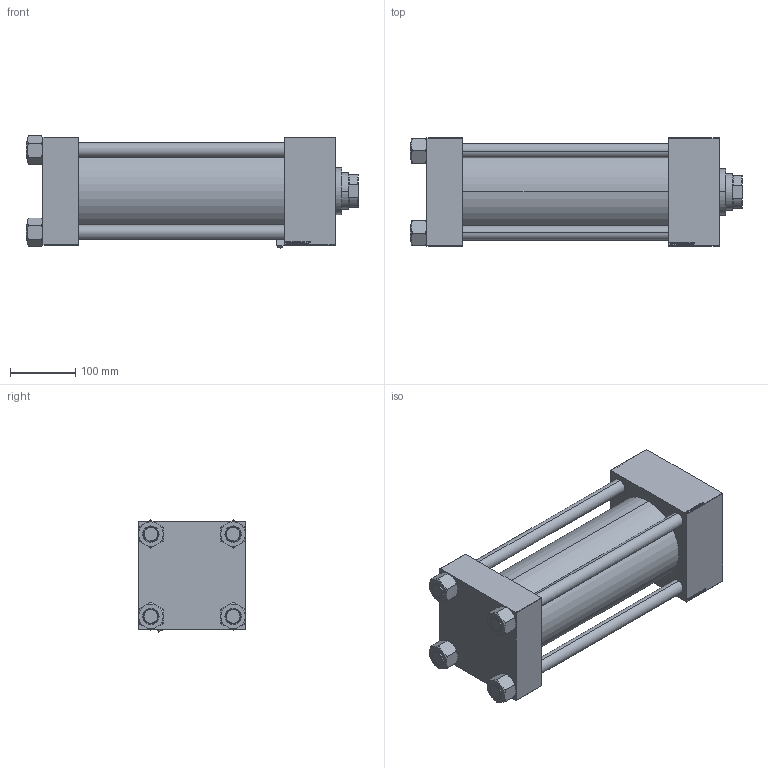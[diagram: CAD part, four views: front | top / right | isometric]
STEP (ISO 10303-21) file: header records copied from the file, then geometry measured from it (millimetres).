
FILE_DESCRIPTION (( 'STEP AP203' ), '1' );
FILE_NAME ('207d.STEP', '2022-04-15T06:48:56', ( '' ), ( '' ), 'SwSTEP 2.0', 'SolidWorks 2019', '' );
FILE_SCHEMA (( 'CONFIG_CONTROL_DESIGN' ));
Length unit declared in the file: millimetre
Products named in the file (7): V215_VC_A 78f01d3d3afafa905441abafaf62a106; NUT_M5_C 78f01d3d3afafa905441abafaf62a106; V215CR_C_Body 78f01d3d3afafa905441abafaf62a106; V215CR_VCP_C 78f01d3d3afafa905441abafaf62a106; MSRF_MSRG1 78f01d3d3afafa905441abafaf62a106; V215CR_C_TYCINKA 78f01d3d3afafa905441abafaf62a106; 207d
Assembly tree (12 placements, depth 2):
  207d
    V215CR_C_Body 78f01d3d3afafa905441abafaf62a106
    V215CR_VCP_C 78f01d3d3afafa905441abafaf62a106
    NUT_M5_C 78f01d3d3afafa905441abafaf62a106  x4
    V215CR_C_TYCINKA 78f01d3d3afafa905441abafaf62a106  x4
    V215_VC_A 78f01d3d3afafa905441abafaf62a106
    MSRF_MSRG1 78f01d3d3afafa905441abafaf62a106
Bounding box: 508 x 165 x 171.48 mm (x, y, z)
Volume: 5691741.4 mm3; surface area: 795416.1 mm2
Topology: 12 solids, 12 shells, 1235 faces, 3119 edges, 2031 vertices
Faces by surface type: plane 594, bspline 392, cone 136, cylinder 105, torus 8
Entity records: 51986 total; most frequent: CARTESIAN_POINT 27531, ORIENTED_EDGE 5502, DIRECTION 3557, EDGE_CURVE 2751, VERTEX_POINT 1809, LINE 1667, VECTOR 1667, EDGE_LOOP 1214
